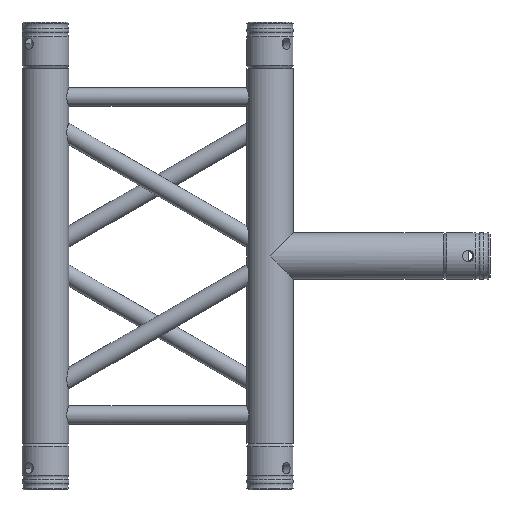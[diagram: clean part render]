
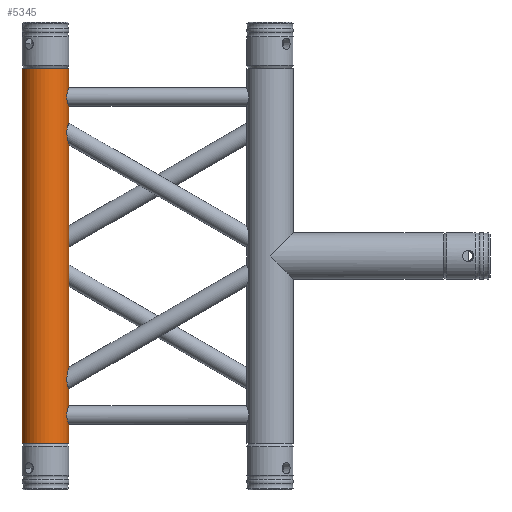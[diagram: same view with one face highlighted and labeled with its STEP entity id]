
A CAD part, left-side view. The second image highlights one B-rep face of the part: STEP entity #5345.
In plain terms, the highlighted cylindrical face has radius 25 mm (diameter 50 mm), a full revolution.
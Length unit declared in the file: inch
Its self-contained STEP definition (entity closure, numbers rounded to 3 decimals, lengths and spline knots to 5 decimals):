
#453=CIRCLE('',#6475,0.98425);
#457=CIRCLE('',#6481,0.98425);
#458=CIRCLE('',#6482,0.98425);
#926=LINE('',#15850,#1092);
#1092=VECTOR('',#7767,0.98425);
#1411=FACE_OUTER_BOUND('',#1730,.T.);
#1730=EDGE_LOOP('',(#4562,#4563,#4564,#4565,#4566));
#2471=VERTEX_POINT('',#15838);
#2475=VERTEX_POINT('',#15849);
#2476=VERTEX_POINT('',#15851);
#3203=EDGE_CURVE('',#2471,#2471,#453,.T.);
#3208=EDGE_CURVE('',#2471,#2475,#926,.T.);
#3209=EDGE_CURVE('',#2475,#2476,#457,.T.);
#3210=EDGE_CURVE('',#2476,#2475,#458,.T.);
#4562=ORIENTED_EDGE('',*,*,#3203,.F.);
#4563=ORIENTED_EDGE('',*,*,#3208,.T.);
#4564=ORIENTED_EDGE('',*,*,#3209,.T.);
#4565=ORIENTED_EDGE('',*,*,#3210,.T.);
#4566=ORIENTED_EDGE('',*,*,#3208,.F.);
#5148=CYLINDRICAL_SURFACE('',#6480,0.98425);
#5345=ADVANCED_FACE('',(#1411),#5148,.T.);
#6475=AXIS2_PLACEMENT_3D('',#15839,#7754,#7755);
#6480=AXIS2_PLACEMENT_3D('',#15848,#7765,#7766);
#6481=AXIS2_PLACEMENT_3D('',#15852,#7768,#7769);
#6482=AXIS2_PLACEMENT_3D('',#15853,#7770,#7771);
#7754=DIRECTION('center_axis',(0.,0.,1.));
#7755=DIRECTION('ref_axis',(-1.,0.,0.));
#7765=DIRECTION('center_axis',(0.,0.,
1.));
#7766=DIRECTION('ref_axis',(-1.,0.,0.));
#7767=DIRECTION('',(0.,0.,-1.));
#7768=DIRECTION('center_axis',(0.,0.,1.));
#7769=DIRECTION('ref_axis',(-1.,0.,0.));
#7770=DIRECTION('center_axis',(0.,0.,1.));
#7771=DIRECTION('ref_axis',(-1.,0.,0.));
#15838=CARTESIAN_POINT('',(1.95864,-0.51306,17.71654));
#15839=CARTESIAN_POINT('Origin',(0.97439,-0.51306,17.71654));
#15848=CARTESIAN_POINT('Origin',(0.97439,-0.51306,1.9685));
#15849=CARTESIAN_POINT('',(1.95864,-0.51306,1.9685));
#15850=CARTESIAN_POINT('',(1.95864,-0.51306,1.9685));
#15851=CARTESIAN_POINT('',(-0.00986,-0.51306,1.9685));
#15852=CARTESIAN_POINT('Origin',(0.97439,-0.51306,1.9685));
#15853=CARTESIAN_POINT('Origin',(0.97439,-0.51306,1.9685));
